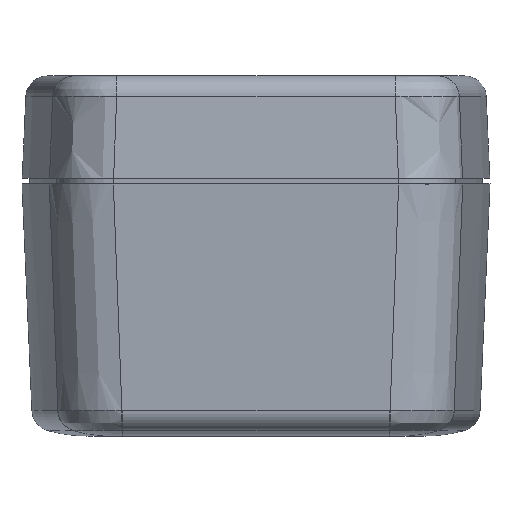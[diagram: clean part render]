
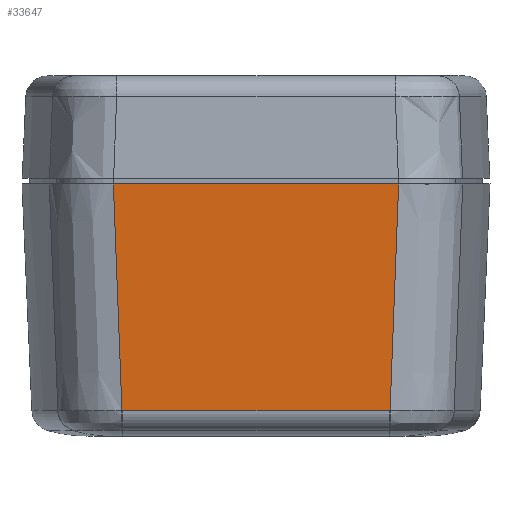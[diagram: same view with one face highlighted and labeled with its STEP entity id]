
A CAD part, left-side view. The second image highlights one B-rep face of the part: STEP entity #33647.
In plain terms, the highlighted face is planar.
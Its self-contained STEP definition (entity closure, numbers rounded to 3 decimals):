
#78 = DIRECTION ( 'NONE',  ( 0., -1., 0. ) ) ;
#80 = EDGE_LOOP ( 'NONE', ( #24609, #8510, #33645, #33797, #6325, #6168 ) ) ;
#2046 = CARTESIAN_POINT ( 'NONE',  ( 58.626, -18.619, -3.52 ) ) ;
#2639 = PLANE ( 'NONE',  #11387 ) ;
#2814 = CARTESIAN_POINT ( 'NONE',  ( 59.499, -19.376, -23.523 ) ) ;
#3036 = CARTESIAN_POINT ( 'NONE',  ( 58.626, 27.5, -3.519 ) ) ;
#3553 = CARTESIAN_POINT ( 'NONE',  ( 58.626, 18.485, -3.519 ) ) ;
#4804 = VERTEX_POINT ( 'NONE', #6477 ) ;
#6168 = ORIENTED_EDGE ( 'NONE', *, *, #16561, .T. ) ;
#6301 = EDGE_CURVE ( 'NONE', #30845, #29376, #28426, .T. ) ;
#6325 = ORIENTED_EDGE ( 'NONE', *, *, #12734, .T. ) ;
#6477 = CARTESIAN_POINT ( 'NONE',  ( 58.626, 18.485, -3.519 ) ) ;
#8054 = B_SPLINE_CURVE_WITH_KNOTS ( 'NONE', 3,
 ( #8209, #27839, #22320, #16917, #2814, #8455, #16684 ),
 .UNSPECIFIED., .F., .F.,
 ( 4, 3, 4 ),
 ( 0.004, 0.018, 0.035 ),
 .UNSPECIFIED. ) ;
#8066 = EDGE_CURVE ( 'NONE', #4804, #30845, #35731, .T. ) ;
#8193 = CARTESIAN_POINT ( 'NONE',  ( 58.626, -18.485, -3.519 ) ) ;
#8209 = CARTESIAN_POINT ( 'NONE',  ( 58.626, -18.619, -3.52 ) ) ;
#8446 = CARTESIAN_POINT ( 'NONE',  ( 59.248, 19.159, -17.785 ) ) ;
#8455 = CARTESIAN_POINT ( 'NONE',  ( 59.749, -19.592, -29.262 ) ) ;
#8510 = ORIENTED_EDGE ( 'NONE', *, *, #6301, .T. ) ;
#8688 = CARTESIAN_POINT ( 'NONE',  ( 58.833, 18.799, -8.275 ) ) ;
#8724 = DIRECTION ( 'NONE',  ( 0., 1., 0. ) ) ;
#9182 = EDGE_CURVE ( 'NONE', #29376, #15214, #8054, .T. ) ;
#9689 = CARTESIAN_POINT ( 'NONE',  ( 58.626, -18.53, -3.519 ) ) ;
#10826 = CARTESIAN_POINT ( 'NONE',  ( 58.626, 18.619, -3.52 ) ) ;
#11215 = CARTESIAN_POINT ( 'NONE',  ( 58.626, -18.574, -3.519 ) ) ;
#11387 = AXIS2_PLACEMENT_3D ( 'NONE', #22268, #16284, #35968 ) ;
#12734 = EDGE_CURVE ( 'NONE', #22859, #20375, #18062, .T. ) ;
#12829 = VECTOR ( 'NONE', #78, 1000. ) ;
#14112 = B_SPLINE_CURVE_WITH_KNOTS ( 'NONE', 3,
 ( #22927, #34279, #20349, #3553 ),
 .UNSPECIFIED., .F., .F.,
 ( 4, 4 ),
 ( 0., 0. ),
 .UNSPECIFIED. ) ;
#15214 = VERTEX_POINT ( 'NONE', #30821 ) ;
#16284 = DIRECTION ( 'NONE',  ( 0.999, 0., 0.044 ) ) ;
#16561 = EDGE_CURVE ( 'NONE', #20375, #4804, #14112, .T. ) ;
#16675 = CARTESIAN_POINT ( 'NONE',  ( 58.626, 18.619, -3.52 ) ) ;
#16684 = CARTESIAN_POINT ( 'NONE',  ( 60., -19.809, -35. ) ) ;
#16762 = CARTESIAN_POINT ( 'NONE',  ( 60., 19.809, -35. ) ) ;
#16917 = CARTESIAN_POINT ( 'NONE',  ( 59.248, -19.159, -17.785 ) ) ;
#18062 = B_SPLINE_CURVE_WITH_KNOTS ( 'NONE', 3,
 ( #25493, #22314, #25017, #8446, #30690, #8688, #16675 ),
 .UNSPECIFIED., .F., .F.,
 ( 4, 3, 4 ),
 ( 0., 0.017, 0.032 ),
 .UNSPECIFIED. ) ;
#18798 = CARTESIAN_POINT ( 'NONE',  ( 58.626, -18.619, -3.52 ) ) ;
#20349 = CARTESIAN_POINT ( 'NONE',  ( 58.626, 18.53, -3.519 ) ) ;
#20375 = VERTEX_POINT ( 'NONE', #10826 ) ;
#22268 = CARTESIAN_POINT ( 'NONE',  ( 60., 27.5, -35. ) ) ;
#22314 = CARTESIAN_POINT ( 'NONE',  ( 59.749, 19.592, -29.262 ) ) ;
#22320 = CARTESIAN_POINT ( 'NONE',  ( 59.041, -18.979, -13.03 ) ) ;
#22859 = VERTEX_POINT ( 'NONE', #16762 ) ;
#22927 = CARTESIAN_POINT ( 'NONE',  ( 58.626, 18.619, -3.52 ) ) ;
#22947 = CARTESIAN_POINT ( 'NONE',  ( 60., 27.5, -35. ) ) ;
#24609 = ORIENTED_EDGE ( 'NONE', *, *, #8066, .T. ) ;
#24769 = CARTESIAN_POINT ( 'NONE',  ( 58.626, -18.485, -3.519 ) ) ;
#25017 = CARTESIAN_POINT ( 'NONE',  ( 59.499, 19.376, -23.523 ) ) ;
#25493 = CARTESIAN_POINT ( 'NONE',  ( 60., 19.809, -35. ) ) ;
#26265 = EDGE_CURVE ( 'NONE', #15214, #22859, #36314, .T. ) ;
#26525 = FACE_OUTER_BOUND ( 'NONE', #80, .T. ) ;
#27839 = CARTESIAN_POINT ( 'NONE',  ( 58.833, -18.799, -8.275 ) ) ;
#28426 = B_SPLINE_CURVE_WITH_KNOTS ( 'NONE', 3,
 ( #8193, #9689, #11215, #18798 ),
 .UNSPECIFIED., .F., .F.,
 ( 4, 4 ),
 ( 0., 0. ),
 .UNSPECIFIED. ) ;
#28762 = VECTOR ( 'NONE', #8724, 1000. ) ;
#29376 = VERTEX_POINT ( 'NONE', #2046 ) ;
#30690 = CARTESIAN_POINT ( 'NONE',  ( 59.041, 18.979, -13.03 ) ) ;
#30821 = CARTESIAN_POINT ( 'NONE',  ( 60., -19.809, -35. ) ) ;
#30845 = VERTEX_POINT ( 'NONE', #24769 ) ;
#33645 = ORIENTED_EDGE ( 'NONE', *, *, #9182, .T. ) ;
#33647 = ADVANCED_FACE ( 'NONE', ( #26525 ), #2639, .T. ) ;
#33797 = ORIENTED_EDGE ( 'NONE', *, *, #26265, .T. ) ;
#34279 = CARTESIAN_POINT ( 'NONE',  ( 58.626, 18.574, -3.519 ) ) ;
#35731 = LINE ( 'NONE', #3036, #12829 ) ;
#35968 = DIRECTION ( 'NONE',  ( 0.044, 0., -0.999 ) ) ;
#36314 = LINE ( 'NONE', #22947, #28762 ) ;
